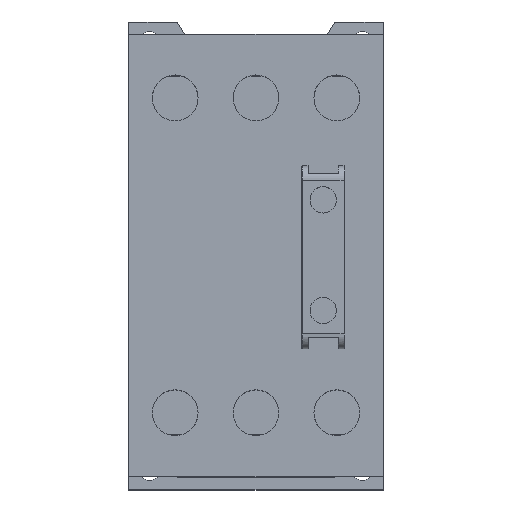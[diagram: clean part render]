
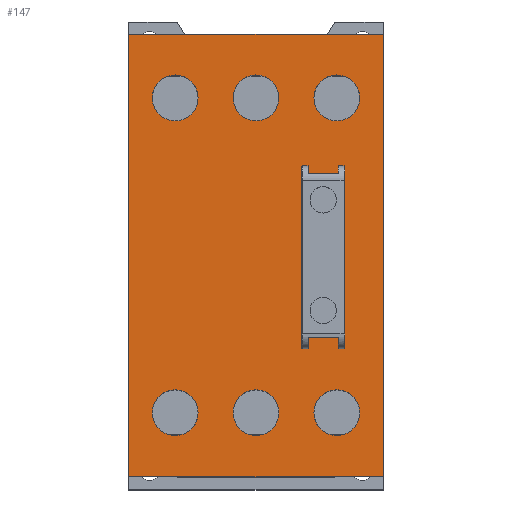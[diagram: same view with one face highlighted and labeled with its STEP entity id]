
A CAD part, top view. The second image highlights one B-rep face of the part: STEP entity #147.
In plain terms, the highlighted planar face has unit normal (0, 0, 1).
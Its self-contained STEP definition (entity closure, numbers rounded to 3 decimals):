
#147 = ADVANCED_FACE ( 'NONE', ( #681, #689, #691, #693, #683, #685, #690 ), #3887, .T. ) ;
#681 = FACE_OUTER_BOUND ( 'NONE', #7255, .T. ) ;
#683 = FACE_BOUND ( 'NONE', #7346, .T. ) ;
#685 = FACE_BOUND ( 'NONE', #7347, .T. ) ;
#689 = FACE_BOUND ( 'NONE', #7342, .T. ) ;
#690 = FACE_BOUND ( 'NONE', #7348, .T. ) ;
#691 = FACE_BOUND ( 'NONE', #7344, .T. ) ;
#693 = FACE_BOUND ( 'NONE', #7345, .T. ) ;
#1258 = CIRCLE ( 'NONE', #6197, 5.39 ) ;
#1264 = CIRCLE ( 'NONE', #6320, 5.39 ) ;
#1270 = CIRCLE ( 'NONE', #5796, 5.39 ) ;
#1275 = CIRCLE ( 'NONE', #6201, 5.39 ) ;
#1277 = VECTOR ( 'NONE', #1888, 1000. ) ;
#1279 = LINE ( 'NONE', #1887, #1277 ) ;
#1282 = CIRCLE ( 'NONE', #6275, 5.39 ) ;
#1285 = LINE ( 'NONE', #1914, #1288 ) ;
#1288 = VECTOR ( 'NONE', #1915, 1000. ) ;
#1290 = CIRCLE ( 'NONE', #6322, 5.39 ) ;
#1291 = CIRCLE ( 'NONE', #6196, 5.39 ) ;
#1293 = CIRCLE ( 'NONE', #6199, 5.39 ) ;
#1294 = LINE ( 'NONE', #1916, #1295 ) ;
#1295 = VECTOR ( 'NONE', #1917, 1000. ) ;
#1296 = LINE ( 'NONE', #1919, #1297 ) ;
#1297 = VECTOR ( 'NONE', #1920, 1000. ) ;
#1299 = CIRCLE ( 'NONE', #6104, 5.39 ) ;
#1301 = CIRCLE ( 'NONE', #6324, 5.39 ) ;
#1303 = CIRCLE ( 'NONE', #5795, 5.39 ) ;
#1305 = CIRCLE ( 'NONE', #1508, 5.39 ) ;
#1508 = AXIS2_PLACEMENT_3D ( 'NONE', #1925, #1931, #1932 ) ;
#1817 = CARTESIAN_POINT ( 'NONE',  ( 71.718, -28.294, 48. ) ) ;
#1826 = CARTESIAN_POINT ( 'NONE',  ( 71.718, 45.706, 48. ) ) ;
#1827 = DIRECTION ( 'NONE',  ( 0., 0., -1. ) ) ;
#1828 = DIRECTION ( 'NONE',  ( 1., 0., 0. ) ) ;
#1836 = CARTESIAN_POINT ( 'NONE',  ( 52.718, 45.706, 48. ) ) ;
#1837 = DIRECTION ( 'NONE',  ( 0., 0., -1. ) ) ;
#1838 = DIRECTION ( 'NONE',  ( 1., 0., 0. ) ) ;
#1846 = CARTESIAN_POINT ( 'NONE',  ( 33.718, 45.706, 48. ) ) ;
#1847 = DIRECTION ( 'NONE',  ( 0., 0., -1. ) ) ;
#1848 = DIRECTION ( 'NONE',  ( 1., 0., 0. ) ) ;
#1856 = DIRECTION ( 'NONE',  ( 0., 0., -1. ) ) ;
#1857 = DIRECTION ( 'NONE',  ( 1., 0., 0. ) ) ;
#1868 = CARTESIAN_POINT ( 'NONE',  ( 52.718, -28.294, 48. ) ) ;
#1877 = DIRECTION ( 'NONE',  ( 0., 0., -1. ) ) ;
#1878 = DIRECTION ( 'NONE',  ( 1., 0., 0. ) ) ;
#1887 = CARTESIAN_POINT ( 'NONE',  ( 47.964, -43.294, 48. ) ) ;
#1888 = DIRECTION ( 'NONE',  ( -1., 0., 0. ) ) ;
#1889 = CARTESIAN_POINT ( 'NONE',  ( 33.718, -28.294, 48. ) ) ;
#1897 = DIRECTION ( 'NONE',  ( 0., 0., -1. ) ) ;
#1898 = DIRECTION ( 'NONE',  ( 1., 0., 0. ) ) ;
#1899 = CARTESIAN_POINT ( 'NONE',  ( 71.718, -28.294, 48. ) ) ;
#1907 = DIRECTION ( 'NONE',  ( 0., 0., -1. ) ) ;
#1908 = DIRECTION ( 'NONE',  ( 1., 0., 0. ) ) ;
#1911 = CARTESIAN_POINT ( 'NONE',  ( 33.718, -28.294, 48. ) ) ;
#1912 = DIRECTION ( 'NONE',  ( 0., 0., -1. ) ) ;
#1913 = DIRECTION ( 'NONE',  ( 1., 0., 0. ) ) ;
#1914 = CARTESIAN_POINT ( 'NONE',  ( 22.818, -12.517, 48. ) ) ;
#1915 = DIRECTION ( 'NONE',  ( 0., 1., 0. ) ) ;
#1916 = CARTESIAN_POINT ( 'NONE',  ( 47.964, 60.706, 48. ) ) ;
#1917 = DIRECTION ( 'NONE',  ( 1., 0., 0. ) ) ;
#1918 = CARTESIAN_POINT ( 'NONE',  ( 33.718, 45.706, 48. ) ) ;
#1919 = CARTESIAN_POINT ( 'NONE',  ( 82.618, -12.517, 48. ) ) ;
#1920 = DIRECTION ( 'NONE',  ( 0., -1., 0. ) ) ;
#1921 = CARTESIAN_POINT ( 'NONE',  ( 52.718, -28.294, 48. ) ) ;
#1922 = CARTESIAN_POINT ( 'NONE',  ( 52.718, 45.706, 48. ) ) ;
#1923 = DIRECTION ( 'NONE',  ( 0., 0., -1. ) ) ;
#1924 = DIRECTION ( 'NONE',  ( 1., 0., 0. ) ) ;
#1925 = CARTESIAN_POINT ( 'NONE',  ( 71.718, 45.706, 48. ) ) ;
#1926 = DIRECTION ( 'NONE',  ( 0., 0., -1. ) ) ;
#1927 = DIRECTION ( 'NONE',  ( 1., 0., 0. ) ) ;
#1929 = DIRECTION ( 'NONE',  ( 0., 0., -1. ) ) ;
#1930 = DIRECTION ( 'NONE',  ( 1., 0., 0. ) ) ;
#1931 = DIRECTION ( 'NONE',  ( 0., 0., -1. ) ) ;
#1932 = DIRECTION ( 'NONE',  ( 1., 0., 0. ) ) ;
#2742 = ORIENTED_EDGE ( 'NONE', *, *, #6361, .T. ) ;
#2743 = ORIENTED_EDGE ( 'NONE', *, *, #6347, .T. ) ;
#2744 = ORIENTED_EDGE ( 'NONE', *, *, #6355, .T. ) ;
#2745 = ORIENTED_EDGE ( 'NONE', *, *, #6341, .T. ) ;
#2746 = ORIENTED_EDGE ( 'NONE', *, *, #6362, .T. ) ;
#2747 = ORIENTED_EDGE ( 'NONE', *, *, #6337, .T. ) ;
#2748 = ORIENTED_EDGE ( 'NONE', *, *, #6363, .T. ) ;
#2749 = ORIENTED_EDGE ( 'NONE', *, *, #6333, .T. ) ;
#2750 = ORIENTED_EDGE ( 'NONE', *, *, #6364, .T. ) ;
#2751 = ORIENTED_EDGE ( 'NONE', *, *, #6329, .T. ) ;
#3886 = CARTESIAN_POINT ( 'NONE',  ( 52.718, 8.706, 48. ) ) ;
#3887 = PLANE ( 'NONE',  #6096 ) ;
#3889 = DIRECTION ( 'NONE',  ( 0., 0., 1. ) ) ;
#3890 = DIRECTION ( 'NONE',  ( 1., 0., 0. ) ) ;
#5285 = CARTESIAN_POINT ( 'NONE',  ( 66.328, 45.706, 48. ) ) ;
#5298 = CARTESIAN_POINT ( 'NONE',  ( 77.109, 45.706, 48. ) ) ;
#5331 = CARTESIAN_POINT ( 'NONE',  ( 58.109, 45.706, 48. ) ) ;
#5332 = CARTESIAN_POINT ( 'NONE',  ( 47.328, 45.706, 48. ) ) ;
#5335 = CARTESIAN_POINT ( 'NONE',  ( 39.109, 45.706, 48. ) ) ;
#5336 = CARTESIAN_POINT ( 'NONE',  ( 28.328, 45.706, 48. ) ) ;
#5339 = CARTESIAN_POINT ( 'NONE',  ( 77.109, -28.294, 48. ) ) ;
#5340 = CARTESIAN_POINT ( 'NONE',  ( 66.328, -28.294, 48. ) ) ;
#5344 = CARTESIAN_POINT ( 'NONE',  ( 58.109, -28.294, 48. ) ) ;
#5345 = CARTESIAN_POINT ( 'NONE',  ( 47.328, -28.294, 48. ) ) ;
#5349 = CARTESIAN_POINT ( 'NONE',  ( 39.109, -28.294, 48. ) ) ;
#5350 = CARTESIAN_POINT ( 'NONE',  ( 28.328, -28.294, 48. ) ) ;
#5354 = CARTESIAN_POINT ( 'NONE',  ( 22.818, 60.706, 48. ) ) ;
#5355 = CARTESIAN_POINT ( 'NONE',  ( 82.618, 60.706, 48. ) ) ;
#5356 = CARTESIAN_POINT ( 'NONE',  ( 22.818, -43.294, 48. ) ) ;
#5357 = CARTESIAN_POINT ( 'NONE',  ( 82.618, -43.294, 48. ) ) ;
#5795 = AXIS2_PLACEMENT_3D ( 'NONE', #1922, #1929, #1930 ) ;
#5796 = AXIS2_PLACEMENT_3D ( 'NONE', #1846, #1847, #1848 ) ;
#6096 = AXIS2_PLACEMENT_3D ( 'NONE', #3886, #3889, #3890 ) ;
#6104 = AXIS2_PLACEMENT_3D ( 'NONE', #1921, #1923, #1924 ) ;
#6196 = AXIS2_PLACEMENT_3D ( 'NONE', #1899, #1907, #1908 ) ;
#6197 = AXIS2_PLACEMENT_3D ( 'NONE', #1826, #1827, #1828 ) ;
#6199 = AXIS2_PLACEMENT_3D ( 'NONE', #1911, #1912, #1913 ) ;
#6201 = AXIS2_PLACEMENT_3D ( 'NONE', #1817, #1856, #1857 ) ;
#6204 = ORIENTED_EDGE ( 'NONE', *, *, #6349, .F. ) ;
#6205 = ORIENTED_EDGE ( 'NONE', *, *, #6358, .F. ) ;
#6275 = AXIS2_PLACEMENT_3D ( 'NONE', #1868, #1877, #1878 ) ;
#6320 = AXIS2_PLACEMENT_3D ( 'NONE', #1836, #1837, #1838 ) ;
#6322 = AXIS2_PLACEMENT_3D ( 'NONE', #1889, #1897, #1898 ) ;
#6324 = AXIS2_PLACEMENT_3D ( 'NONE', #1918, #1926, #1927 ) ;
#6329 = EDGE_CURVE ( 'NONE', #6882, #6869, #1258, .T. ) ;
#6333 = EDGE_CURVE ( 'NONE', #6915, #6916, #1264, .T. ) ;
#6337 = EDGE_CURVE ( 'NONE', #6919, #6920, #1270, .T. ) ;
#6341 = EDGE_CURVE ( 'NONE', #6923, #6924, #1275, .T. ) ;
#6347 = EDGE_CURVE ( 'NONE', #6928, #6929, #1282, .T. ) ;
#6349 = EDGE_CURVE ( 'NONE', #6941, #6940, #1279, .T. ) ;
#6353 = EDGE_CURVE ( 'NONE', #6933, #6934, #1290, .T. ) ;
#6355 = EDGE_CURVE ( 'NONE', #6924, #6923, #1291, .T. ) ;
#6357 = EDGE_CURVE ( 'NONE', #6934, #6933, #1293, .T. ) ;
#6358 = EDGE_CURVE ( 'NONE', #6940, #6938, #1285, .T. ) ;
#6359 = EDGE_CURVE ( 'NONE', #6938, #6939, #1294, .T. ) ;
#6360 = EDGE_CURVE ( 'NONE', #6939, #6941, #1296, .T. ) ;
#6361 = EDGE_CURVE ( 'NONE', #6929, #6928, #1299, .T. ) ;
#6362 = EDGE_CURVE ( 'NONE', #6920, #6919, #1301, .T. ) ;
#6363 = EDGE_CURVE ( 'NONE', #6916, #6915, #1303, .T. ) ;
#6364 = EDGE_CURVE ( 'NONE', #6869, #6882, #1305, .T. ) ;
#6869 = VERTEX_POINT ( 'NONE', #5285 ) ;
#6882 = VERTEX_POINT ( 'NONE', #5298 ) ;
#6915 = VERTEX_POINT ( 'NONE', #5331 ) ;
#6916 = VERTEX_POINT ( 'NONE', #5332 ) ;
#6919 = VERTEX_POINT ( 'NONE', #5335 ) ;
#6920 = VERTEX_POINT ( 'NONE', #5336 ) ;
#6923 = VERTEX_POINT ( 'NONE', #5339 ) ;
#6924 = VERTEX_POINT ( 'NONE', #5340 ) ;
#6928 = VERTEX_POINT ( 'NONE', #5344 ) ;
#6929 = VERTEX_POINT ( 'NONE', #5345 ) ;
#6933 = VERTEX_POINT ( 'NONE', #5349 ) ;
#6934 = VERTEX_POINT ( 'NONE', #5350 ) ;
#6938 = VERTEX_POINT ( 'NONE', #5354 ) ;
#6939 = VERTEX_POINT ( 'NONE', #5355 ) ;
#6940 = VERTEX_POINT ( 'NONE', #5356 ) ;
#6941 = VERTEX_POINT ( 'NONE', #5357 ) ;
#7255 = EDGE_LOOP ( 'NONE', ( #7778, #6205, #6204, #7777 ) ) ;
#7342 = EDGE_LOOP ( 'NONE', ( #7781, #7794 ) ) ;
#7344 = EDGE_LOOP ( 'NONE', ( #2742, #2743 ) ) ;
#7345 = EDGE_LOOP ( 'NONE', ( #2744, #2745 ) ) ;
#7346 = EDGE_LOOP ( 'NONE', ( #2746, #2747 ) ) ;
#7347 = EDGE_LOOP ( 'NONE', ( #2748, #2749 ) ) ;
#7348 = EDGE_LOOP ( 'NONE', ( #2750, #2751 ) ) ;
#7777 = ORIENTED_EDGE ( 'NONE', *, *, #6360, .F. ) ;
#7778 = ORIENTED_EDGE ( 'NONE', *, *, #6359, .F. ) ;
#7781 = ORIENTED_EDGE ( 'NONE', *, *, #6357, .T. ) ;
#7794 = ORIENTED_EDGE ( 'NONE', *, *, #6353, .T. ) ;
